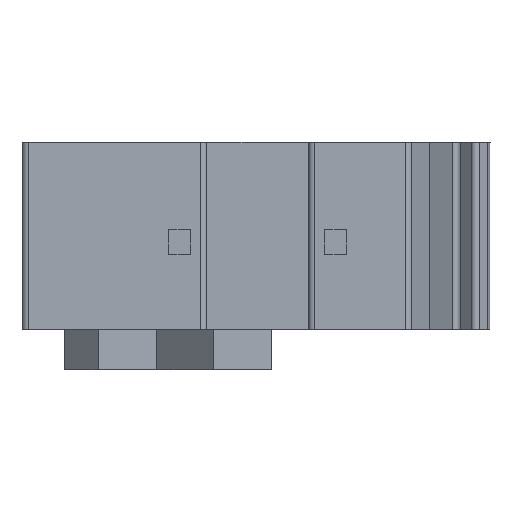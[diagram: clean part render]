
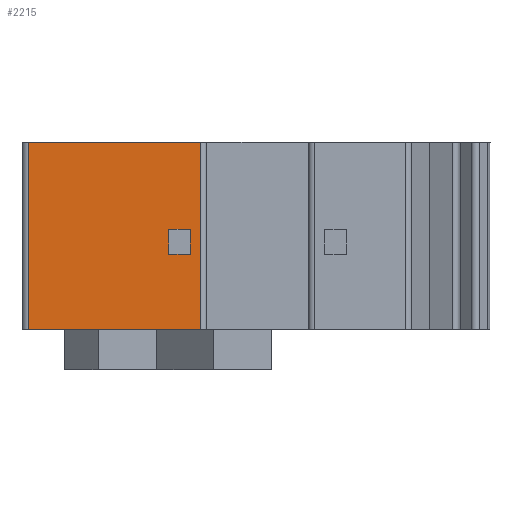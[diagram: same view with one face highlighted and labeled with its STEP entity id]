
A CAD part, front view. The second image highlights one B-rep face of the part: STEP entity #2215.
In plain terms, the highlighted planar face has unit normal (0, -1, 0).
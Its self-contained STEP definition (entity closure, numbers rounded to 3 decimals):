
#39=DIRECTION('',(1.,0.,0.));
#40=VECTOR('',#39,5.525);
#41=CARTESIAN_POINT('',(0.2,0.,-2.8));
#42=LINE('',#41,#40);
#301=DIRECTION('',(1.,0.,0.));
#302=VECTOR('',#301,5.525);
#303=CARTESIAN_POINT('',(0.2,0.,3.2));
#304=LINE('',#303,#302);
#363=DIRECTION('',(0.,0.,1.));
#364=VECTOR('',#363,6.);
#365=CARTESIAN_POINT('',(0.2,0.,-2.8));
#366=LINE('',#365,#364);
#367=DIRECTION('',(0.,0.,-1.));
#368=VECTOR('',#367,6.);
#369=CARTESIAN_POINT('',(5.725,0.,3.2));
#370=LINE('',#369,#368);
#371=DIRECTION('',(-1.,0.,0.));
#372=VECTOR('',#371,0.7);
#373=CARTESIAN_POINT('',(5.4,0.,-0.4));
#374=LINE('',#373,#372);
#375=DIRECTION('',(0.,0.,1.));
#376=VECTOR('',#375,0.8);
#377=CARTESIAN_POINT('',(5.4,0.,-0.4));
#378=LINE('',#377,#376);
#379=DIRECTION('',(-1.,0.,0.));
#380=VECTOR('',#379,0.7);
#381=CARTESIAN_POINT('',(5.4,0.,0.4));
#382=LINE('',#381,#380);
#383=DIRECTION('',(0.,0.,1.));
#384=VECTOR('',#383,0.8);
#385=CARTESIAN_POINT('',(4.7,0.,-0.4));
#386=LINE('',#385,#384);
#1476=CARTESIAN_POINT('',(5.725,0.,-2.8));
#1478=VERTEX_POINT('',#1476);
#1526=CARTESIAN_POINT('',(0.2,0.,-2.8));
#1527=VERTEX_POINT('',#1526);
#1596=CARTESIAN_POINT('',(5.725,0.,3.2));
#1598=VERTEX_POINT('',#1596);
#1646=CARTESIAN_POINT('',(0.2,0.,3.2));
#1647=VERTEX_POINT('',#1646);
#1796=CARTESIAN_POINT('',(5.4,0.,-0.4));
#1797=CARTESIAN_POINT('',(4.7,0.,-0.4));
#1798=VERTEX_POINT('',#1796);
#1799=VERTEX_POINT('',#1797);
#1800=CARTESIAN_POINT('',(5.4,0.,0.4));
#1801=CARTESIAN_POINT('',(4.7,0.,0.4));
#1802=VERTEX_POINT('',#1800);
#1803=VERTEX_POINT('',#1801);
#2193=CARTESIAN_POINT('',(0.2,0.,-2.8));
#2194=DIRECTION('',(0.,-1.,0.));
#2195=DIRECTION('',(1.,0.,0.));
#2196=AXIS2_PLACEMENT_3D('',#2193,#2194,#2195);
#2197=PLANE('',#2196);
#2198=ORIENTED_EDGE('',*,*,#2187,.T.);
#2199=ORIENTED_EDGE('',*,*,#2099,.T.);
#2201=ORIENTED_EDGE('',*,*,#2200,.T.);
#2202=ORIENTED_EDGE('',*,*,#1907,.F.);
#2203=EDGE_LOOP('',(#2198,#2199,#2201,#2202));
#2204=FACE_OUTER_BOUND('',#2203,.F.);
#2206=ORIENTED_EDGE('',*,*,#2205,.F.);
#2208=ORIENTED_EDGE('',*,*,#2207,.T.);
#2210=ORIENTED_EDGE('',*,*,#2209,.T.);
#2212=ORIENTED_EDGE('',*,*,#2211,.F.);
#2213=EDGE_LOOP('',(#2206,#2208,#2210,#2212));
#2214=FACE_BOUND('',#2213,.F.);
#2215=ADVANCED_FACE('',(#2204,#2214),#2197,.T.);
#1907=EDGE_CURVE('',#1527,#1478,#42,.T.);
#2099=EDGE_CURVE('',#1647,#1598,#304,.T.);
#2187=EDGE_CURVE('',#1527,#1647,#366,.T.);
#2200=EDGE_CURVE('',#1598,#1478,#370,.T.);
#2205=EDGE_CURVE('',#1798,#1799,#374,.T.);
#2207=EDGE_CURVE('',#1798,#1802,#378,.T.);
#2209=EDGE_CURVE('',#1802,#1803,#382,.T.);
#2211=EDGE_CURVE('',#1799,#1803,#386,.T.);
